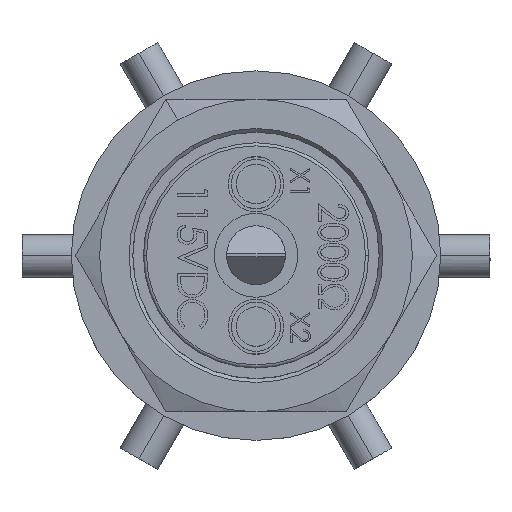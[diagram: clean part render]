
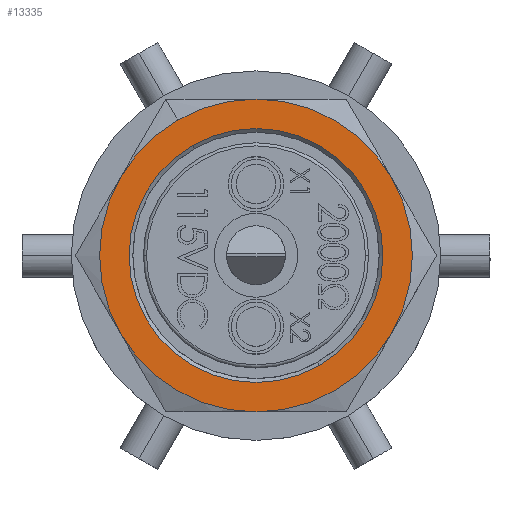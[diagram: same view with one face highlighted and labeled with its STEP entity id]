
A CAD part, top view. The second image highlights one B-rep face of the part: STEP entity #13335.
In plain terms, the highlighted planar face has unit normal (0, 0, 1).
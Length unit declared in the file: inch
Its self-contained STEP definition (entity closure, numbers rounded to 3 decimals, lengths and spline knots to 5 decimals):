
#108 = EDGE_CURVE ( 'NONE', #14745, #14761, #11847, .T. ) ;
#109 = EDGE_CURVE ( 'NONE', #14755, #14767, #11194, .T. ) ;
#110 = EDGE_CURVE ( 'NONE', #14759, #14743, #11374, .T. ) ;
#134 = EDGE_CURVE ( 'NONE', #14767, #14761, #11841, .T. ) ;
#547 = EDGE_CURVE ( 'NONE', #14743, #14749, #2972, .T. ) ;
#1861 = EDGE_CURVE ( 'NONE', #14749, #14755, #20953, .T. ) ;
#1872 = EDGE_CURVE ( 'NONE', #14737, #14741, #17454, .T. ) ;
#1898 = EDGE_CURVE ( 'NONE', #14741, #14737, #17427, .T. ) ;
#2188 = CARTESIAN_POINT ( 'NONE',  ( 0.28868, -0.5, 1.4708 ) ) ;
#2189 = PLANE ( 'NONE',  #3589 ) ;
#2196 = DIRECTION ( 'NONE',  ( 0., 0., 1. ) ) ;
#2197 = DIRECTION ( 'NONE',  ( 0.5, -0.866, 0. ) ) ;
#2662 = CARTESIAN_POINT ( 'NONE',  ( -0.20291, 0.35144, 1.4708 ) ) ;
#2664 = CARTESIAN_POINT ( 'NONE',  ( 0.20291, -0.35144, 1.4708 ) ) ;
#2665 = CARTESIAN_POINT ( 'NONE',  ( -0.43301, -0.25, 1.4708 ) ) ;
#2666 = CARTESIAN_POINT ( 'NONE',  ( 0.43301, -0.25, 1.4708 ) ) ;
#2668 = CARTESIAN_POINT ( 'NONE',  ( -0.43301, 0.25, 1.4708 ) ) ;
#2671 = CARTESIAN_POINT ( 'NONE',  ( -0.25, 0.43301, 1.4708 ) ) ;
#2673 = CARTESIAN_POINT ( 'NONE',  ( 0., -0.5, 1.4708 ) ) ;
#2674 = CARTESIAN_POINT ( 'NONE',  ( 0.43301, 0.25, 1.4708 ) ) ;
#2677 = CARTESIAN_POINT ( 'NONE',  ( 0., 0.5, 1.4708 ) ) ;
#2889 = AXIS2_PLACEMENT_3D ( 'NONE', #15389, #15397, #15401 ) ;
#2896 = AXIS2_PLACEMENT_3D ( 'NONE', #15400, #15403, #15404 ) ;
#2972 = CIRCLE ( 'NONE', #11155, 0.5 ) ;
#3589 = AXIS2_PLACEMENT_3D ( 'NONE', #2188, #2196, #2197 ) ;
#4924 = CARTESIAN_POINT ( 'NONE',  ( 0., 0., 1.4708 ) ) ;
#4930 = DIRECTION ( 'NONE',  ( 0., 0., -1. ) ) ;
#4931 = DIRECTION ( 'NONE',  ( 0.5, -0.866, 0. ) ) ;
#5431 = AXIS2_PLACEMENT_3D ( 'NONE', #15405, #15406, #15407 ) ;
#7678 = EDGE_LOOP ( 'NONE', ( #21676, #21677, #21679, #21685, #21681, #21684, #21687 ) ) ;
#7850 = EDGE_LOOP ( 'NONE', ( #21673, #21675 ) ) ;
#10679 = EDGE_CURVE ( 'NONE', #14745, #14759, #22352, .T. ) ;
#10692 = DIRECTION ( 'NONE',  ( 0.5, -0.866, 0. ) ) ;
#10693 = CARTESIAN_POINT ( 'NONE',  ( 0., 0., 1.4708 ) ) ;
#10694 = DIRECTION ( 'NONE',  ( 0., 0., -1. ) ) ;
#10777 = CARTESIAN_POINT ( 'NONE',  ( 0., 0., 1.4708 ) ) ;
#10784 = DIRECTION ( 'NONE',  ( 0., 0., -1. ) ) ;
#10785 = DIRECTION ( 'NONE',  ( 0.5, -0.866, 0. ) ) ;
#10877 = CARTESIAN_POINT ( 'NONE',  ( 0., 0., 1.4708 ) ) ;
#10878 = DIRECTION ( 'NONE',  ( 0., 0., -1. ) ) ;
#10879 = DIRECTION ( 'NONE',  ( 0.5, -0.866, 0. ) ) ;
#10970 = CARTESIAN_POINT ( 'NONE',  ( 0., 0., 1.4708 ) ) ;
#10974 = DIRECTION ( 'NONE',  ( 0., 0., -1. ) ) ;
#10975 = DIRECTION ( 'NONE',  ( 0.5, -0.866, 0. ) ) ;
#11076 = AXIS2_PLACEMENT_3D ( 'NONE', #4924, #4930, #4931 ) ;
#11114 = AXIS2_PLACEMENT_3D ( 'NONE', #10970, #10974, #10975 ) ;
#11155 = AXIS2_PLACEMENT_3D ( 'NONE', #10693, #10694, #10692 ) ;
#11179 = AXIS2_PLACEMENT_3D ( 'NONE', #10877, #10878, #10879 ) ;
#11180 = AXIS2_PLACEMENT_3D ( 'NONE', #10777, #10784, #10785 ) ;
#11194 = CIRCLE ( 'NONE', #2896, 0.5 ) ;
#11374 = CIRCLE ( 'NONE', #5431, 0.5 ) ;
#11841 = CIRCLE ( 'NONE', #19966, 0.5 ) ;
#11847 = CIRCLE ( 'NONE', #2889, 0.5 ) ;
#13335 = ADVANCED_FACE ( 'NONE', ( #18081, #18090 ), #2189, .T. ) ;
#14383 = DIRECTION ( 'NONE',  ( 0.5, -0.866, 0. ) ) ;
#14620 = DIRECTION ( 'NONE',  ( 0., 0., -1. ) ) ;
#14679 = CARTESIAN_POINT ( 'NONE',  ( 0., 0., 1.4708 ) ) ;
#14737 = VERTEX_POINT ( 'NONE', #2662 ) ;
#14741 = VERTEX_POINT ( 'NONE', #2664 ) ;
#14743 = VERTEX_POINT ( 'NONE', #2665 ) ;
#14745 = VERTEX_POINT ( 'NONE', #2666 ) ;
#14749 = VERTEX_POINT ( 'NONE', #2668 ) ;
#14755 = VERTEX_POINT ( 'NONE', #2671 ) ;
#14759 = VERTEX_POINT ( 'NONE', #2673 ) ;
#14761 = VERTEX_POINT ( 'NONE', #2674 ) ;
#14767 = VERTEX_POINT ( 'NONE', #2677 ) ;
#15389 = CARTESIAN_POINT ( 'NONE',  ( 0., 0., 1.4708 ) ) ;
#15397 = DIRECTION ( 'NONE',  ( 0., 0., 1. ) ) ;
#15400 = CARTESIAN_POINT ( 'NONE',  ( 0., 0., 1.4708 ) ) ;
#15401 = DIRECTION ( 'NONE',  ( 0.5, -0.866, 0. ) ) ;
#15403 = DIRECTION ( 'NONE',  ( 0., 0., -1. ) ) ;
#15404 = DIRECTION ( 'NONE',  ( 0.5, -0.866, 0. ) ) ;
#15405 = CARTESIAN_POINT ( 'NONE',  ( 0., 0., 1.4708 ) ) ;
#15406 = DIRECTION ( 'NONE',  ( 0., 0., -1. ) ) ;
#15407 = DIRECTION ( 'NONE',  ( 0.5, -0.866, 0. ) ) ;
#17427 = CIRCLE ( 'NONE', #11180, 0.40581 ) ;
#17454 = CIRCLE ( 'NONE', #11114, 0.40581 ) ;
#18081 = FACE_BOUND ( 'NONE', #7850, .T. ) ;
#18090 = FACE_OUTER_BOUND ( 'NONE', #7678, .T. ) ;
#19966 = AXIS2_PLACEMENT_3D ( 'NONE', #14679, #14620, #14383 ) ;
#20953 = CIRCLE ( 'NONE', #11179, 0.5 ) ;
#21673 = ORIENTED_EDGE ( 'NONE', *, *, #1898, .T. ) ;
#21675 = ORIENTED_EDGE ( 'NONE', *, *, #1872, .T. ) ;
#21676 = ORIENTED_EDGE ( 'NONE', *, *, #110, .F. ) ;
#21677 = ORIENTED_EDGE ( 'NONE', *, *, #10679, .F. ) ;
#21679 = ORIENTED_EDGE ( 'NONE', *, *, #108, .T. ) ;
#21681 = ORIENTED_EDGE ( 'NONE', *, *, #109, .F. ) ;
#21684 = ORIENTED_EDGE ( 'NONE', *, *, #1861, .F. ) ;
#21685 = ORIENTED_EDGE ( 'NONE', *, *, #134, .F. ) ;
#21687 = ORIENTED_EDGE ( 'NONE', *, *, #547, .F. ) ;
#22352 = CIRCLE ( 'NONE', #11076, 0.5 ) ;
